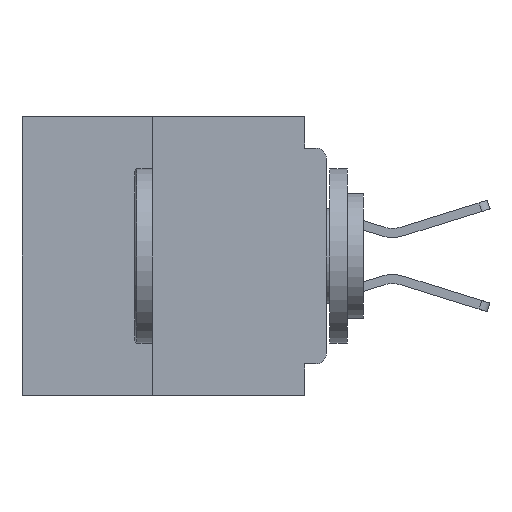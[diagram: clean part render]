
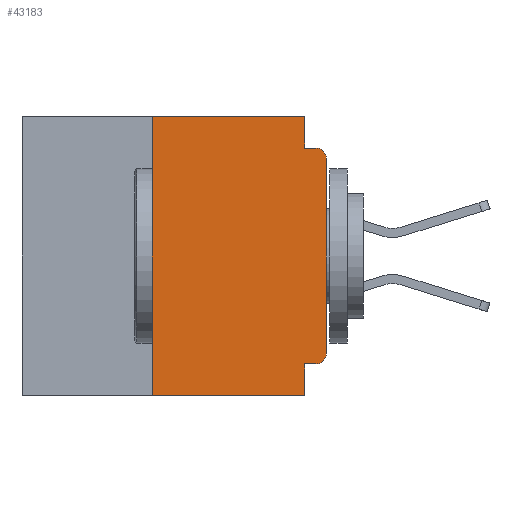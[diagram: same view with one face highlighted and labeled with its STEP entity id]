
A CAD part, left-side view. The second image highlights one B-rep face of the part: STEP entity #43183.
In plain terms, the highlighted planar face has unit normal (-1, 0, 0).
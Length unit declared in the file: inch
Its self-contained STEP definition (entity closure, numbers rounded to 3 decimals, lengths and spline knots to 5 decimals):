
#597 = ORIENTED_EDGE ( 'NONE', *, *, #3510, .F. ) ;
#653 = DIRECTION ( 'NONE',  ( 0., 0., -1. ) ) ;
#682 = LINE ( 'NONE', #12990, #18271 ) ;
#756 = CARTESIAN_POINT ( 'NONE',  ( 0., 0., 0. ) ) ;
#1096 = CIRCLE ( 'NONE', #2970, 0.015 ) ;
#2494 = VERTEX_POINT ( 'NONE', #4665 ) ;
#2970 = AXIS2_PLACEMENT_3D ( 'NONE', #26183, #5201, #29729 ) ;
#3078 = VECTOR ( 'NONE', #16139, 39.37008 ) ;
#3510 = EDGE_CURVE ( 'NONE', #25711, #23525, #20287, .T. ) ;
#4053 = ORIENTED_EDGE ( 'NONE', *, *, #22394, .F. ) ;
#4171 = LINE ( 'NONE', #44281, #3078 ) ;
#4295 = VERTEX_POINT ( 'NONE', #6645 ) ;
#4665 = CARTESIAN_POINT ( 'NONE',  ( 0., 0.031, 0. ) ) ;
#4669 = EDGE_CURVE ( 'NONE', #4295, #44294, #16956, .T. ) ;
#5137 = ORIENTED_EDGE ( 'NONE', *, *, #33497, .F. ) ;
#5201 = DIRECTION ( 'NONE',  ( -1., 0., 0. ) ) ;
#5930 = LINE ( 'NONE', #6487, #23462 ) ;
#6487 = CARTESIAN_POINT ( 'NONE',  ( 0., 0., -0.355 ) ) ;
#6645 = CARTESIAN_POINT ( 'NONE',  ( 0., 0.25, -0.4 ) ) ;
#7034 = CARTESIAN_POINT ( 'NONE',  ( 0., 0., -0.06 ) ) ;
#7411 = DIRECTION ( 'NONE',  ( 1., 0., 0. ) ) ;
#7699 = CARTESIAN_POINT ( 'NONE',  ( 0., 0.031, -0.355 ) ) ;
#9129 = CARTESIAN_POINT ( 'NONE',  ( 0., 0.031, -0.4 ) ) ;
#10474 = EDGE_CURVE ( 'NONE', #2494, #19185, #682, .T. ) ;
#12990 = CARTESIAN_POINT ( 'NONE',  ( 0., 0.031, 0. ) ) ;
#13531 = ORIENTED_EDGE ( 'NONE', *, *, #39467, .T. ) ;
#13751 = ORIENTED_EDGE ( 'NONE', *, *, #30453, .F. ) ;
#15020 = VECTOR ( 'NONE', #17423, 39.37008 ) ;
#15349 = VERTEX_POINT ( 'NONE', #7034 ) ;
#15697 = VERTEX_POINT ( 'NONE', #40399 ) ;
#15975 = VECTOR ( 'NONE', #18279, 39.37008 ) ;
#15978 = ORIENTED_EDGE ( 'NONE', *, *, #23761, .T. ) ;
#16139 = DIRECTION ( 'NONE',  ( 0., -1., 0. ) ) ;
#16956 = LINE ( 'NONE', #31235, #26237 ) ;
#17423 = DIRECTION ( 'NONE',  ( 0., -1., 0. ) ) ;
#17761 = CARTESIAN_POINT ( 'NONE',  ( 0., 0., -0.34 ) ) ;
#18271 = VECTOR ( 'NONE', #41154, 39.37008 ) ;
#18279 = DIRECTION ( 'NONE',  ( 0., 0., 1. ) ) ;
#18385 = FACE_OUTER_BOUND ( 'NONE', #41762, .T. ) ;
#19185 = VERTEX_POINT ( 'NONE', #33469 ) ;
#19505 = DIRECTION ( 'NONE',  ( 0., -1., 0. ) ) ;
#20287 = LINE ( 'NONE', #33267, #27386 ) ;
#20971 = EDGE_CURVE ( 'NONE', #4295, #23525, #4171, .T. ) ;
#21391 = PLANE ( 'NONE',  #32473 ) ;
#21678 = DIRECTION ( 'NONE',  ( -1., 0., 0. ) ) ;
#21990 = CIRCLE ( 'NONE', #37482, 0.015 ) ;
#22394 = EDGE_CURVE ( 'NONE', #44294, #2494, #43066, .T. ) ;
#22686 = VERTEX_POINT ( 'NONE', #26083 ) ;
#23187 = VERTEX_POINT ( 'NONE', #17761 ) ;
#23462 = VECTOR ( 'NONE', #45229, 39.37008 ) ;
#23525 = VERTEX_POINT ( 'NONE', #9129 ) ;
#23761 = EDGE_CURVE ( 'NONE', #22686, #23187, #21990, .T. ) ;
#24334 = ORIENTED_EDGE ( 'NONE', *, *, #20971, .T. ) ;
#25711 = VERTEX_POINT ( 'NONE', #7699 ) ;
#26083 = CARTESIAN_POINT ( 'NONE',  ( 0., 0.015, -0.355 ) ) ;
#26183 = CARTESIAN_POINT ( 'NONE',  ( 0., 0.015, -0.06 ) ) ;
#26237 = VECTOR ( 'NONE', #31648, 39.37008 ) ;
#27386 = VECTOR ( 'NONE', #32597, 39.37008 ) ;
#27605 = VECTOR ( 'NONE', #19505, 39.37008 ) ;
#28428 = CARTESIAN_POINT ( 'NONE',  ( 0., 0.437, 0. ) ) ;
#29729 = DIRECTION ( 'NONE',  ( 0., 0., -1. ) ) ;
#30009 = ORIENTED_EDGE ( 'NONE', *, *, #10474, .F. ) ;
#30453 = EDGE_CURVE ( 'NONE', #19185, #15697, #35934, .T. ) ;
#31235 = CARTESIAN_POINT ( 'NONE',  ( 0., 0.25, -0.4 ) ) ;
#31648 = DIRECTION ( 'NONE',  ( 0., 0., 1. ) ) ;
#31858 = EDGE_CURVE ( 'NONE', #23187, #15349, #45153, .T. ) ;
#31988 = DIRECTION ( 'NONE',  ( 0., 0., -1. ) ) ;
#32473 = AXIS2_PLACEMENT_3D ( 'NONE', #28428, #7411, #31988 ) ;
#32597 = DIRECTION ( 'NONE',  ( 0., 0., -1. ) ) ;
#33267 = CARTESIAN_POINT ( 'NONE',  ( 0., 0.031, -0.4 ) ) ;
#33469 = CARTESIAN_POINT ( 'NONE',  ( 0., 0.031, -0.045 ) ) ;
#33497 = EDGE_CURVE ( 'NONE', #22686, #25711, #5930, .T. ) ;
#34566 = CARTESIAN_POINT ( 'NONE',  ( 0., 0.25, 0. ) ) ;
#34955 = CARTESIAN_POINT ( 'NONE',  ( 0., 0.437, 0. ) ) ;
#35934 = LINE ( 'NONE', #44112, #27605 ) ;
#37482 = AXIS2_PLACEMENT_3D ( 'NONE', #42772, #21678, #653 ) ;
#37735 = ORIENTED_EDGE ( 'NONE', *, *, #4669, .F. ) ;
#39467 = EDGE_CURVE ( 'NONE', #15349, #15697, #1096, .T. ) ;
#40288 = ORIENTED_EDGE ( 'NONE', *, *, #31858, .T. ) ;
#40399 = CARTESIAN_POINT ( 'NONE',  ( 0., 0.015, -0.045 ) ) ;
#41154 = DIRECTION ( 'NONE',  ( 0., 0., -1. ) ) ;
#41762 = EDGE_LOOP ( 'NONE', ( #40288, #13531, #13751, #30009, #4053, #37735, #24334, #597, #5137, #15978 ) ) ;
#42772 = CARTESIAN_POINT ( 'NONE',  ( 0., 0.015, -0.34 ) ) ;
#43066 = LINE ( 'NONE', #34955, #15020 ) ;
#43183 = ADVANCED_FACE ( 'NONE', ( #18385 ), #21391, .F. ) ;
#44112 = CARTESIAN_POINT ( 'NONE',  ( 0., 0., -0.045 ) ) ;
#44281 = CARTESIAN_POINT ( 'NONE',  ( 0., 0.437, -0.4 ) ) ;
#44294 = VERTEX_POINT ( 'NONE', #34566 ) ;
#45153 = LINE ( 'NONE', #756, #15975 ) ;
#45229 = DIRECTION ( 'NONE',  ( 0., 1., 0. ) ) ;
